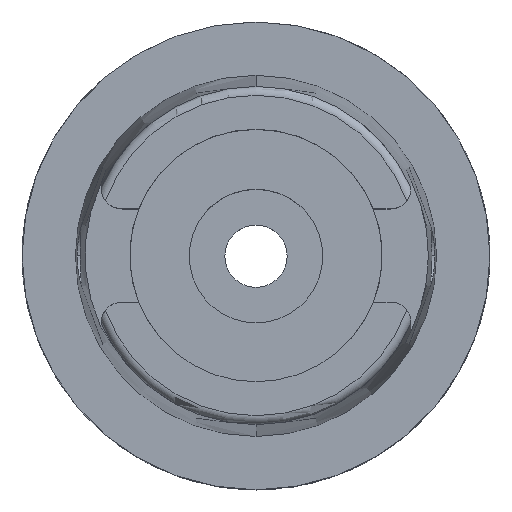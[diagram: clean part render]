
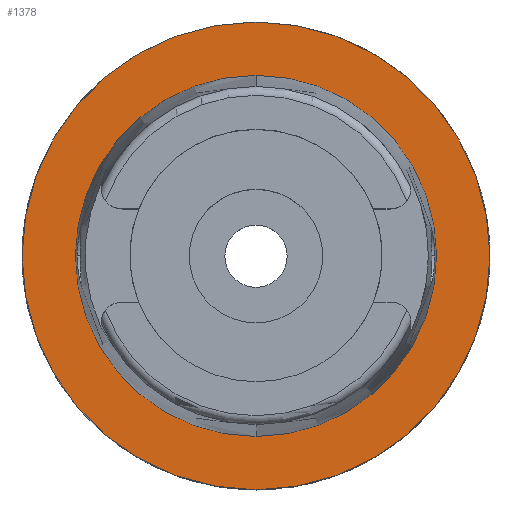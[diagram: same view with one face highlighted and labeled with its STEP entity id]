
A CAD part, top view. The second image highlights one B-rep face of the part: STEP entity #1378.
In plain terms, the highlighted planar face has unit normal (0, 0, 1).
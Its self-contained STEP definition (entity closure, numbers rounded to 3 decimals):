
#26 = ORIENTED_EDGE ( 'NONE', *, *, #869, .F. ) ;
#582 = VERTEX_POINT ( 'NONE', #5207 ) ;
#705 = EDGE_LOOP ( 'NONE', ( #26, #4359 ) ) ;
#869 = EDGE_CURVE ( 'NONE', #4737, #1232, #4220, .T. ) ;
#1030 = CARTESIAN_POINT ( 'NONE',  ( 0., -31.5, 0. ) ) ;
#1059 = DIRECTION ( 'NONE',  ( 0., 0., 1. ) ) ;
#1061 = CIRCLE ( 'NONE', #2139, 31.5 ) ;
#1219 = CARTESIAN_POINT ( 'NONE',  ( 0., 0., 0. ) ) ;
#1232 = VERTEX_POINT ( 'NONE', #2636 ) ;
#1378 = ADVANCED_FACE ( 'NONE', ( #2927, #4596 ), #5405, .T. ) ;
#1411 = EDGE_CURVE ( 'NONE', #1232, #4737, #4041, .T. ) ;
#1490 = AXIS2_PLACEMENT_3D ( 'NONE', #5108, #4143, #4115 ) ;
#1643 = DIRECTION ( 'NONE',  ( 0., 0., 1. ) ) ;
#1934 = CARTESIAN_POINT ( 'NONE',  ( 0., 24.315, 0. ) ) ;
#2081 = VERTEX_POINT ( 'NONE', #1030 ) ;
#2139 = AXIS2_PLACEMENT_3D ( 'NONE', #2308, #3925, #3948 ) ;
#2308 = CARTESIAN_POINT ( 'NONE',  ( 0., 0., 0. ) ) ;
#2422 = ORIENTED_EDGE ( 'NONE', *, *, #2865, .F. ) ;
#2636 = CARTESIAN_POINT ( 'NONE',  ( 0., -24.315, 0. ) ) ;
#2865 = EDGE_CURVE ( 'NONE', #582, #2081, #1061, .T. ) ;
#2927 = FACE_OUTER_BOUND ( 'NONE', #3118, .T. ) ;
#3087 = AXIS2_PLACEMENT_3D ( 'NONE', #4097, #1059, #5385 ) ;
#3118 = EDGE_LOOP ( 'NONE', ( #2422, #4421 ) ) ;
#3380 = CIRCLE ( 'NONE', #5244, 31.5 ) ;
#3499 = DIRECTION ( 'NONE',  ( 0., -1., 0. ) ) ;
#3605 = EDGE_CURVE ( 'NONE', #2081, #582, #3380, .T. ) ;
#3925 = DIRECTION ( 'NONE',  ( 0., 0., -1. ) ) ;
#3948 = DIRECTION ( 'NONE',  ( 0., 1., 0. ) ) ;
#4041 = CIRCLE ( 'NONE', #4223, 24.315 ) ;
#4097 = CARTESIAN_POINT ( 'NONE',  ( 0., 0., 0. ) ) ;
#4115 = DIRECTION ( 'NONE',  ( 1., 0., 0. ) ) ;
#4143 = DIRECTION ( 'NONE',  ( 0., 0., 1. ) ) ;
#4220 = CIRCLE ( 'NONE', #3087, 24.315 ) ;
#4223 = AXIS2_PLACEMENT_3D ( 'NONE', #1219, #1643, #5046 ) ;
#4359 = ORIENTED_EDGE ( 'NONE', *, *, #1411, .F. ) ;
#4421 = ORIENTED_EDGE ( 'NONE', *, *, #3605, .F. ) ;
#4596 = FACE_BOUND ( 'NONE', #705, .T. ) ;
#4737 = VERTEX_POINT ( 'NONE', #1934 ) ;
#4750 = CARTESIAN_POINT ( 'NONE',  ( 0., 0., 0. ) ) ;
#5046 = DIRECTION ( 'NONE',  ( 0., -1., 0. ) ) ;
#5108 = CARTESIAN_POINT ( 'NONE',  ( 0., 0., 0. ) ) ;
#5180 = DIRECTION ( 'NONE',  ( 0., 0., -1. ) ) ;
#5207 = CARTESIAN_POINT ( 'NONE',  ( 0., 31.5, 0. ) ) ;
#5244 = AXIS2_PLACEMENT_3D ( 'NONE', #4750, #5180, #3499 ) ;
#5385 = DIRECTION ( 'NONE',  ( 0., 1., 0. ) ) ;
#5405 = PLANE ( 'NONE',  #1490 ) ;
